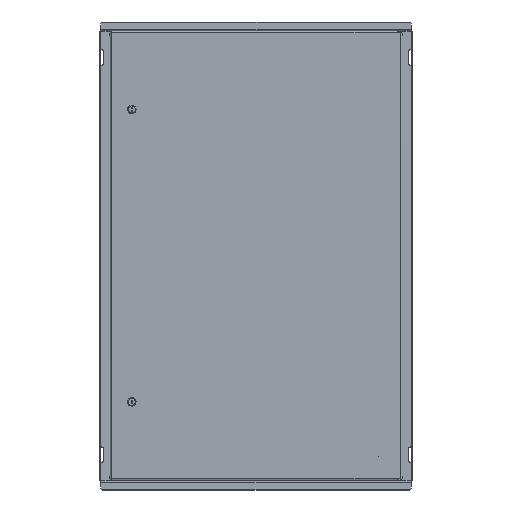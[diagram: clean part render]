
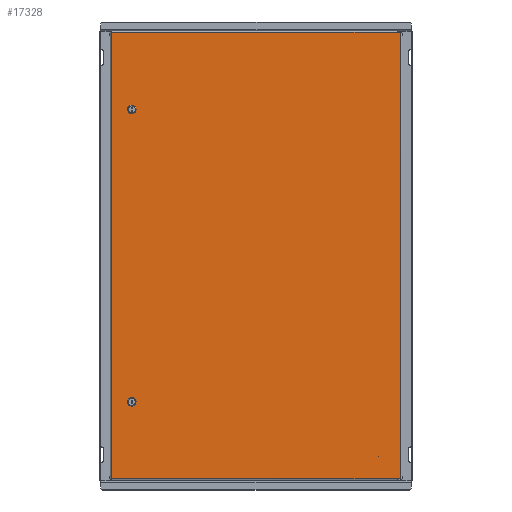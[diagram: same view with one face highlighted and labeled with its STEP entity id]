
A CAD part, top view. The second image highlights one B-rep face of the part: STEP entity #17328.
In plain terms, the highlighted planar face has unit normal (0, 0, 1).
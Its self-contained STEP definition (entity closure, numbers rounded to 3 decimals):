
#483 = EDGE_CURVE ( 'NONE', #15316, #13132, #10519, .T. ) ;
#497 = VECTOR ( 'NONE', #4748, 1000. ) ;
#575 = VERTEX_POINT ( 'NONE', #12659 ) ;
#597 = EDGE_CURVE ( 'NONE', #575, #15720, #13907, .T. ) ;
#601 = VECTOR ( 'NONE', #15625, 1000. ) ;
#627 = DIRECTION ( 'NONE',  ( 0., 1., 0. ) ) ;
#681 = VERTEX_POINT ( 'NONE', #3928 ) ;
#930 = EDGE_CURVE ( 'NONE', #2861, #5896, #2094, .T. ) ;
#1079 = FACE_BOUND ( 'NONE', #10744, .T. ) ;
#1156 = CARTESIAN_POINT ( 'NONE',  ( -370.788, -569.9, 0. ) ) ;
#1228 = AXIS2_PLACEMENT_3D ( 'NONE', #15994, #7780, #6623 ) ;
#1269 = CARTESIAN_POINT ( 'NONE',  ( -308.75, -368.29, 0. ) ) ;
#1508 = VECTOR ( 'NONE', #12897, 1000. ) ;
#1532 = DIRECTION ( 'NONE',  ( 0., -1., 0. ) ) ;
#1624 = DIRECTION ( 'NONE',  ( 0., 0., -1. ) ) ;
#1963 = EDGE_CURVE ( 'NONE', #5896, #2879, #8069, .T. ) ;
#1996 = CARTESIAN_POINT ( 'NONE',  ( 312., -513., 0. ) ) ;
#2094 = LINE ( 'NONE', #4898, #16500 ) ;
#2173 = LINE ( 'NONE', #7503, #1508 ) ;
#2440 = DIRECTION ( 'NONE',  ( 0., 0., 1. ) ) ;
#2603 = DIRECTION ( 'NONE',  ( 1., 0., 0. ) ) ;
#2739 = ORIENTED_EDGE ( 'NONE', *, *, #9395, .T. ) ;
#2861 = VERTEX_POINT ( 'NONE', #4215 ) ;
#2879 = VERTEX_POINT ( 'NONE', #4296 ) ;
#2918 = CARTESIAN_POINT ( 'NONE',  ( -308.75, 368.29, 0. ) ) ;
#3038 = CARTESIAN_POINT ( 'NONE',  ( 312.5, -513., 0. ) ) ;
#3099 = DIRECTION ( 'NONE',  ( 0., 1., 0. ) ) ;
#3131 = LINE ( 'NONE', #8206, #4860 ) ;
#3247 = AXIS2_PLACEMENT_3D ( 'NONE', #10607, #15997, #2603 ) ;
#3365 = EDGE_CURVE ( 'NONE', #10977, #7032, #16946, .T. ) ;
#3506 = DIRECTION ( 'NONE',  ( 1., 0., 0. ) ) ;
#3601 = AXIS2_PLACEMENT_3D ( 'NONE', #8885, #15836, #3506 ) ;
#3624 = CARTESIAN_POINT ( 'NONE',  ( -325.25, 368.29, 0. ) ) ;
#3928 = CARTESIAN_POINT ( 'NONE',  ( -308.75, 368.29, 0. ) ) ;
#4215 = CARTESIAN_POINT ( 'NONE',  ( 360., 569.9, 0. ) ) ;
#4296 = CARTESIAN_POINT ( 'NONE',  ( -368.9, -569.9, 0. ) ) ;
#4576 = EDGE_CURVE ( 'NONE', #2879, #14162, #15800, .T. ) ;
#4748 = DIRECTION ( 'NONE',  ( -1., 0., 0. ) ) ;
#4860 = VECTOR ( 'NONE', #627, 1000. ) ;
#4867 = CARTESIAN_POINT ( 'NONE',  ( -325.25, 368.29, 0. ) ) ;
#4876 = CIRCLE ( 'NONE', #9080, 0.5 ) ;
#4898 = CARTESIAN_POINT ( 'NONE',  ( 370.788, 569.9, 0. ) ) ;
#4903 = ORIENTED_EDGE ( 'NONE', *, *, #9740, .F. ) ;
#5008 = DIRECTION ( 'NONE',  ( 0., 0., -1. ) ) ;
#5251 = LINE ( 'NONE', #1156, #8487 ) ;
#5252 = FACE_OUTER_BOUND ( 'NONE', #9637, .T. ) ;
#5538 = CARTESIAN_POINT ( 'NONE',  ( -368.9, 571.788, 0. ) ) ;
#5574 = ORIENTED_EDGE ( 'NONE', *, *, #3365, .F. ) ;
#5730 = VECTOR ( 'NONE', #11634, 1000. ) ;
#5769 = VERTEX_POINT ( 'NONE', #15666 ) ;
#5876 = CARTESIAN_POINT ( 'NONE',  ( 360., -569.9, 0. ) ) ;
#5896 = VERTEX_POINT ( 'NONE', #14843 ) ;
#5982 = EDGE_CURVE ( 'NONE', #12747, #2861, #6044, .T. ) ;
#6044 = LINE ( 'NONE', #10183, #497 ) ;
#6561 = ORIENTED_EDGE ( 'NONE', *, *, #4576, .T. ) ;
#6623 = DIRECTION ( 'NONE',  ( 1., 0., 0. ) ) ;
#6745 = ORIENTED_EDGE ( 'NONE', *, *, #1963, .T. ) ;
#6932 = DIRECTION ( 'NONE',  ( 1., 0., 0. ) ) ;
#7007 = EDGE_LOOP ( 'NONE', ( #4903, #17120, #16739, #5574 ) ) ;
#7032 = VERTEX_POINT ( 'NONE', #3624 ) ;
#7069 = ORIENTED_EDGE ( 'NONE', *, *, #597, .T. ) ;
#7404 = CARTESIAN_POINT ( 'NONE',  ( -325.25, -377.71, 0. ) ) ;
#7497 = DIRECTION ( 'NONE',  ( 0., 0., 1. ) ) ;
#7503 = CARTESIAN_POINT ( 'NONE',  ( -308.75, -368.29, 0. ) ) ;
#7530 = EDGE_CURVE ( 'NONE', #7032, #681, #10192, .T. ) ;
#7602 = EDGE_CURVE ( 'NONE', #15720, #15316, #3131, .T. ) ;
#7703 = ORIENTED_EDGE ( 'NONE', *, *, #12532, .T. ) ;
#7780 = DIRECTION ( 'NONE',  ( 0., 0., 1. ) ) ;
#7789 = CARTESIAN_POINT ( 'NONE',  ( 0., 0., 0. ) ) ;
#7804 = EDGE_CURVE ( 'NONE', #5769, #8066, #4876, .T. ) ;
#8041 = FACE_BOUND ( 'NONE', #13914, .T. ) ;
#8066 = VERTEX_POINT ( 'NONE', #3038 ) ;
#8069 = LINE ( 'NONE', #5538, #12303 ) ;
#8087 = ORIENTED_EDGE ( 'NONE', *, *, #483, .T. ) ;
#8206 = CARTESIAN_POINT ( 'NONE',  ( -325.25, -368.29, 0. ) ) ;
#8254 = CARTESIAN_POINT ( 'NONE',  ( -317., -373., 0. ) ) ;
#8487 = VECTOR ( 'NONE', #14492, 1000. ) ;
#8885 = CARTESIAN_POINT ( 'NONE',  ( -317., 373., 0. ) ) ;
#8950 = CIRCLE ( 'NONE', #3601, 9.5 ) ;
#9080 = AXIS2_PLACEMENT_3D ( 'NONE', #1996, #7497, #9975 ) ;
#9378 = DIRECTION ( 'NONE',  ( 1., 0., 0. ) ) ;
#9395 = EDGE_CURVE ( 'NONE', #13492, #12747, #15948, .T. ) ;
#9452 = ORIENTED_EDGE ( 'NONE', *, *, #5982, .T. ) ;
#9637 = EDGE_LOOP ( 'NONE', ( #6745, #6561, #7703, #2739, #9452, #15797 ) ) ;
#9641 = VECTOR ( 'NONE', #3099, 1000. ) ;
#9718 = CARTESIAN_POINT ( 'NONE',  ( -308.75, 377.71, 0. ) ) ;
#9740 = EDGE_CURVE ( 'NONE', #12156, #10977, #8950, .T. ) ;
#9975 = DIRECTION ( 'NONE',  ( 1., 0., 0. ) ) ;
#10183 = CARTESIAN_POINT ( 'NONE',  ( 370.788, 569.9, 0. ) ) ;
#10192 = CIRCLE ( 'NONE', #1228, 9.5 ) ;
#10331 = CARTESIAN_POINT ( 'NONE',  ( -370.788, -569.9, 0. ) ) ;
#10519 = CIRCLE ( 'NONE', #12780, 9.5 ) ;
#10607 = CARTESIAN_POINT ( 'NONE',  ( 312., -513., 0. ) ) ;
#10617 = ORIENTED_EDGE ( 'NONE', *, *, #7804, .F. ) ;
#10744 = EDGE_LOOP ( 'NONE', ( #10617, #15769 ) ) ;
#10977 = VERTEX_POINT ( 'NONE', #11847 ) ;
#11203 = ORIENTED_EDGE ( 'NONE', *, *, #7602, .T. ) ;
#11381 = CARTESIAN_POINT ( 'NONE',  ( 368.9, 569.9, 0. ) ) ;
#11634 = DIRECTION ( 'NONE',  ( 1., 0., 0. ) ) ;
#11846 = CARTESIAN_POINT ( 'NONE',  ( 368.9, -569.9, 0. ) ) ;
#11847 = CARTESIAN_POINT ( 'NONE',  ( -325.25, 377.71, 0. ) ) ;
#12156 = VERTEX_POINT ( 'NONE', #9718 ) ;
#12303 = VECTOR ( 'NONE', #1532, 1000. ) ;
#12532 = EDGE_CURVE ( 'NONE', #14162, #13492, #5251, .T. ) ;
#12659 = CARTESIAN_POINT ( 'NONE',  ( -308.75, -377.71, 0. ) ) ;
#12690 = EDGE_CURVE ( 'NONE', #13132, #575, #2173, .T. ) ;
#12747 = VERTEX_POINT ( 'NONE', #11381 ) ;
#12780 = AXIS2_PLACEMENT_3D ( 'NONE', #8254, #1624, #6932 ) ;
#12897 = DIRECTION ( 'NONE',  ( 0., -1., 0. ) ) ;
#13132 = VERTEX_POINT ( 'NONE', #1269 ) ;
#13147 = EDGE_CURVE ( 'NONE', #681, #12156, #15077, .T. ) ;
#13344 = CIRCLE ( 'NONE', #3247, 0.5 ) ;
#13492 = VERTEX_POINT ( 'NONE', #11846 ) ;
#13631 = AXIS2_PLACEMENT_3D ( 'NONE', #15837, #5008, #17101 ) ;
#13646 = CARTESIAN_POINT ( 'NONE',  ( 368.9, -571.788, 0. ) ) ;
#13723 = VECTOR ( 'NONE', #14883, 1000. ) ;
#13907 = CIRCLE ( 'NONE', #13631, 9.5 ) ;
#13914 = EDGE_LOOP ( 'NONE', ( #14459, #7069, #11203, #8087 ) ) ;
#14047 = DIRECTION ( 'NONE',  ( -1., 0., 0. ) ) ;
#14162 = VERTEX_POINT ( 'NONE', #5876 ) ;
#14459 = ORIENTED_EDGE ( 'NONE', *, *, #12690, .T. ) ;
#14492 = DIRECTION ( 'NONE',  ( 1., 0., 0. ) ) ;
#14843 = CARTESIAN_POINT ( 'NONE',  ( -368.9, 569.9, 0. ) ) ;
#14883 = DIRECTION ( 'NONE',  ( 0., 1., 0. ) ) ;
#14982 = CARTESIAN_POINT ( 'NONE',  ( -325.25, -368.29, 0. ) ) ;
#15055 = AXIS2_PLACEMENT_3D ( 'NONE', #7789, #2440, #9378 ) ;
#15077 = LINE ( 'NONE', #2918, #9641 ) ;
#15316 = VERTEX_POINT ( 'NONE', #14982 ) ;
#15625 = DIRECTION ( 'NONE',  ( 0., -1., 0. ) ) ;
#15666 = CARTESIAN_POINT ( 'NONE',  ( 311.5, -513., 0. ) ) ;
#15669 = EDGE_CURVE ( 'NONE', #8066, #5769, #13344, .T. ) ;
#15720 = VERTEX_POINT ( 'NONE', #7404 ) ;
#15769 = ORIENTED_EDGE ( 'NONE', *, *, #15669, .F. ) ;
#15797 = ORIENTED_EDGE ( 'NONE', *, *, #930, .T. ) ;
#15800 = LINE ( 'NONE', #10331, #5730 ) ;
#15836 = DIRECTION ( 'NONE',  ( 0., 0., 1. ) ) ;
#15837 = CARTESIAN_POINT ( 'NONE',  ( -317., -373., 0. ) ) ;
#15948 = LINE ( 'NONE', #13646, #13723 ) ;
#15994 = CARTESIAN_POINT ( 'NONE',  ( -317., 373., 0. ) ) ;
#15997 = DIRECTION ( 'NONE',  ( 0., 0., 1. ) ) ;
#16088 = PLANE ( 'NONE',  #15055 ) ;
#16500 = VECTOR ( 'NONE', #14047, 1000. ) ;
#16739 = ORIENTED_EDGE ( 'NONE', *, *, #7530, .F. ) ;
#16946 = LINE ( 'NONE', #4867, #601 ) ;
#17101 = DIRECTION ( 'NONE',  ( 1., 0., 0. ) ) ;
#17120 = ORIENTED_EDGE ( 'NONE', *, *, #13147, .F. ) ;
#17168 = FACE_BOUND ( 'NONE', #7007, .T. ) ;
#17328 = ADVANCED_FACE ( 'NONE', ( #1079, #17168, #5252, #8041 ), #16088, .T. ) ;
